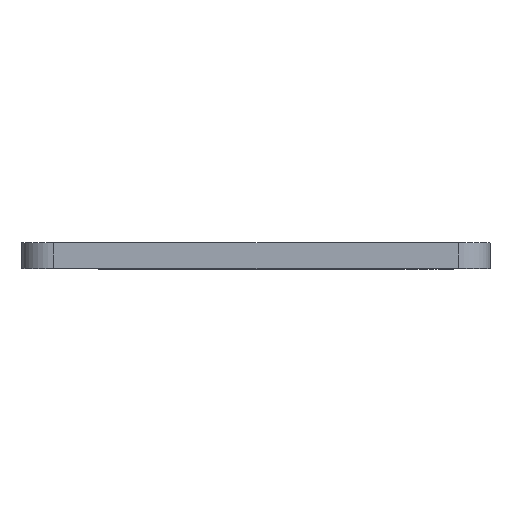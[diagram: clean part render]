
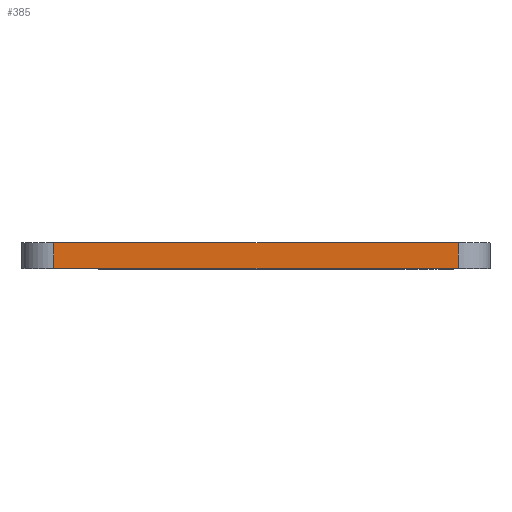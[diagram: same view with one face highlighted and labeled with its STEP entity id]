
A CAD part, top view. The second image highlights one B-rep face of the part: STEP entity #385.
In plain terms, the highlighted planar face has unit normal (0, 0, 1).
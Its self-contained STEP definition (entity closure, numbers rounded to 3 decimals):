
#21 = CARTESIAN_POINT ( 'NONE',  ( 72.281, 2., 8.5 ) ) ;
#32 = CARTESIAN_POINT ( 'NONE',  ( 106.781, 0., 8.5 ) ) ;
#43 = ORIENTED_EDGE ( 'NONE', *, *, #633, .T. ) ;
#47 = ORIENTED_EDGE ( 'NONE', *, *, #441, .T. ) ;
#58 = EDGE_LOOP ( 'NONE', ( #130, #47, #68, #43 ) ) ;
#68 = ORIENTED_EDGE ( 'NONE', *, *, #178, .T. ) ;
#97 = DIRECTION ( 'NONE',  ( 1., 0., 0. ) ) ;
#117 = DIRECTION ( 'NONE',  ( 0., -1., 0. ) ) ;
#130 = ORIENTED_EDGE ( 'NONE', *, *, #473, .F. ) ;
#174 = DIRECTION ( 'NONE',  ( 1., 0., 0. ) ) ;
#178 = EDGE_CURVE ( 'NONE', #610, #681, #365, .T. ) ;
#193 = DIRECTION ( 'NONE',  ( 1., 0., 0. ) ) ;
#203 = FACE_OUTER_BOUND ( 'NONE', #58, .T. ) ;
#210 = VECTOR ( 'NONE', #117, 1000. ) ;
#225 = CARTESIAN_POINT ( 'NONE',  ( 74.781, 0., 8.5 ) ) ;
#229 = CARTESIAN_POINT ( 'NONE',  ( 106.781, 2., 8.5 ) ) ;
#272 = VECTOR ( 'NONE', #686, 1000. ) ;
#326 = VERTEX_POINT ( 'NONE', #540 ) ;
#335 = LINE ( 'NONE', #225, #210 ) ;
#340 = VECTOR ( 'NONE', #193, 1000. ) ;
#362 = CARTESIAN_POINT ( 'NONE',  ( 74.781, 0., 8.5 ) ) ;
#365 = LINE ( 'NONE', #679, #340 ) ;
#371 = CARTESIAN_POINT ( 'NONE',  ( 72.281, 0., 8.5 ) ) ;
#374 = PLANE ( 'NONE',  #589 ) ;
#385 = ADVANCED_FACE ( 'NONE', ( #203 ), #374, .T. ) ;
#416 = CARTESIAN_POINT ( 'NONE',  ( 106.781, 0., 8.5 ) ) ;
#441 = EDGE_CURVE ( 'NONE', #326, #610, #335, .T. ) ;
#453 = LINE ( 'NONE', #21, #618 ) ;
#473 = EDGE_CURVE ( 'NONE', #326, #572, #453, .T. ) ;
#540 = CARTESIAN_POINT ( 'NONE',  ( 74.781, 2., 8.5 ) ) ;
#572 = VERTEX_POINT ( 'NONE', #229 ) ;
#589 = AXIS2_PLACEMENT_3D ( 'NONE', #371, #651, #97 ) ;
#610 = VERTEX_POINT ( 'NONE', #362 ) ;
#618 = VECTOR ( 'NONE', #174, 1000. ) ;
#633 = EDGE_CURVE ( 'NONE', #681, #572, #634, .T. ) ;
#634 = LINE ( 'NONE', #416, #272 ) ;
#651 = DIRECTION ( 'NONE',  ( 0., 0., 1. ) ) ;
#679 = CARTESIAN_POINT ( 'NONE',  ( 72.281, 0., 8.5 ) ) ;
#681 = VERTEX_POINT ( 'NONE', #32 ) ;
#686 = DIRECTION ( 'NONE',  ( 0., 1., 0. ) ) ;
